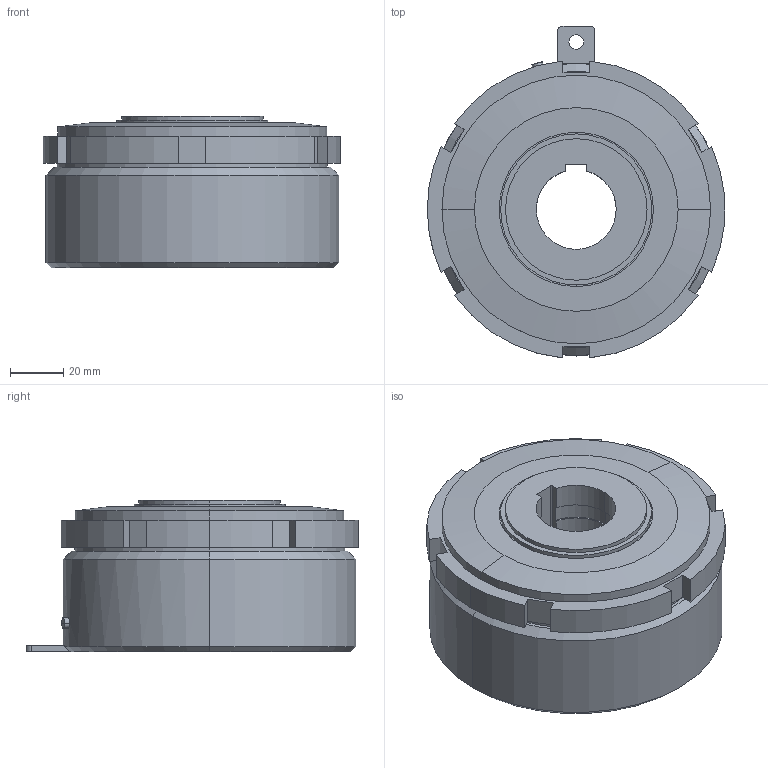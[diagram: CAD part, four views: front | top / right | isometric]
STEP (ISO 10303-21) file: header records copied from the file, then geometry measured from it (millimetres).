
FILE_DESCRIPTION (( 'STEP AP203' ), '1' );
FILE_NAME ('MDC 5_23163100(１体）.STEP', '2016-03-08T05:46:19', ( ' ' ), ( '' ), 'SwSTEP 2.0', 'SolidWorks 2009', '' );
FILE_SCHEMA (( 'CONFIG_CONTROL_DESIGN' ));
Length unit declared in the file: millimetre
Products named in the file (1): MDC 5_23163100(１体）
Bounding box: 111.79 x 124.78 x 57 mm (x, y, z)
Volume: 465134.5 mm3; surface area: 46230.4 mm2
Topology: 1 solids, 1 shells, 104 faces, 264 edges, 173 vertices
Faces by surface type: cylinder 51, plane 44, cone 7, sphere 2
Entity records: 3308 total; most frequent: CARTESIAN_POINT 610, DIRECTION 579, ORIENTED_EDGE 528, EDGE_CURVE 264, AXIS2_PLACEMENT_3D 216, VERTEX_POINT 173, VECTOR 147, LINE 147
